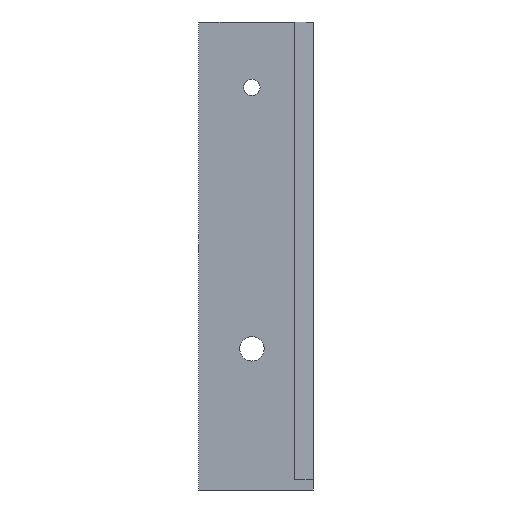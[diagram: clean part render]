
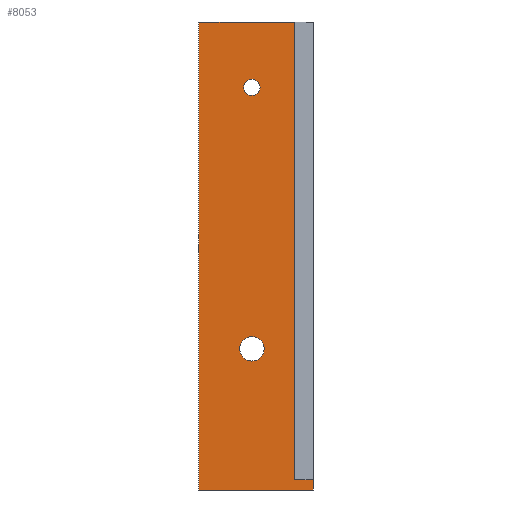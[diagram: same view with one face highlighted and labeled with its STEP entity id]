
A CAD part, front view. The second image highlights one B-rep face of the part: STEP entity #8053.
In plain terms, the highlighted planar face has unit normal (0, -1, 0).
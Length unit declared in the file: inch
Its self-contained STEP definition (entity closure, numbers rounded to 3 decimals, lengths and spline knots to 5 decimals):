
#90 = CARTESIAN_POINT ( 'NONE',  ( -0.875, 0., 3.5 ) ) ;
#272 = VECTOR ( 'NONE', #1772, 39.37008 ) ;
#288 = LINE ( 'NONE', #2889, #272 ) ;
#331 = CARTESIAN_POINT ( 'NONE',  ( -0.46875, 0., 1.09375 ) ) ;
#348 = VERTEX_POINT ( 'NONE', #1614 ) ;
#467 = EDGE_CURVE ( 'NONE', #7474, #2367, #6963, .T. ) ;
#485 = DIRECTION ( 'NONE',  ( 0., 0., 1. ) ) ;
#506 = EDGE_CURVE ( 'NONE', #3295, #348, #1425, .T. ) ;
#540 = VERTEX_POINT ( 'NONE', #6304 ) ;
#573 = DIRECTION ( 'NONE',  ( 0., 0., 1. ) ) ;
#605 = DIRECTION ( 'NONE',  ( 0., 0., 1. ) ) ;
#708 = CARTESIAN_POINT ( 'NONE',  ( 0., 0., -0.08 ) ) ;
#750 = ORIENTED_EDGE ( 'NONE', *, *, #4126, .F. ) ;
#848 = CARTESIAN_POINT ( 'NONE',  ( -0.14142, 0., 0. ) ) ;
#904 = VECTOR ( 'NONE', #4894, 39.37008 ) ;
#1019 = LINE ( 'NONE', #8218, #904 ) ;
#1112 = CARTESIAN_POINT ( 'NONE',  ( -0.46875, 0., 3.0625 ) ) ;
#1141 = DIRECTION ( 'NONE',  ( -1., 0., 0. ) ) ;
#1192 = DIRECTION ( 'NONE',  ( 0., 1., 0. ) ) ;
#1266 = CARTESIAN_POINT ( 'NONE',  ( -0.14142, 0., 3.5 ) ) ;
#1425 = CIRCLE ( 'NONE', #6167, 0.0625 ) ;
#1498 = VERTEX_POINT ( 'NONE', #1925 ) ;
#1614 = CARTESIAN_POINT ( 'NONE',  ( -0.46875, 0., 2.9375 ) ) ;
#1678 = VECTOR ( 'NONE', #573, 39.37008 ) ;
#1709 = CARTESIAN_POINT ( 'NONE',  ( 0., 0., 0. ) ) ;
#1772 = DIRECTION ( 'NONE',  ( 0., 0., -1. ) ) ;
#1774 = EDGE_LOOP ( 'NONE', ( #7724, #4554 ) ) ;
#1925 = CARTESIAN_POINT ( 'NONE',  ( -0.875, 0., 3.5 ) ) ;
#2242 = EDGE_LOOP ( 'NONE', ( #2857, #5775 ) ) ;
#2284 = CARTESIAN_POINT ( 'NONE',  ( -0.46875, 0., 1. ) ) ;
#2367 = VERTEX_POINT ( 'NONE', #848 ) ;
#2609 = CIRCLE ( 'NONE', #7341, 0.09375 ) ;
#2724 = DIRECTION ( 'NONE',  ( 0., 0., 1. ) ) ;
#2857 = ORIENTED_EDGE ( 'NONE', *, *, #3908, .T. ) ;
#2889 = CARTESIAN_POINT ( 'NONE',  ( -0.14142, 0., 3.5 ) ) ;
#3021 = CARTESIAN_POINT ( 'NONE',  ( 0., 0., 0. ) ) ;
#3045 = EDGE_CURVE ( 'NONE', #7461, #540, #1019, .T. ) ;
#3059 = ORIENTED_EDGE ( 'NONE', *, *, #3998, .F. ) ;
#3295 = VERTEX_POINT ( 'NONE', #1112 ) ;
#3459 = VECTOR ( 'NONE', #1141, 39.37008 ) ;
#3529 = DIRECTION ( 'NONE',  ( 0., 0., 1. ) ) ;
#3606 = FACE_BOUND ( 'NONE', #2242, .T. ) ;
#3729 = CARTESIAN_POINT ( 'NONE',  ( -0.46875, 0., 1. ) ) ;
#3744 = ORIENTED_EDGE ( 'NONE', *, *, #3045, .F. ) ;
#3775 = CARTESIAN_POINT ( 'NONE',  ( -0.46875, 0., 0.90625 ) ) ;
#3824 = VECTOR ( 'NONE', #3874, 39.37008 ) ;
#3874 = DIRECTION ( 'NONE',  ( 1., 0., 0. ) ) ;
#3908 = EDGE_CURVE ( 'NONE', #5364, #7335, #2609, .T. ) ;
#3950 = CARTESIAN_POINT ( 'NONE',  ( -0.46875, 0., 3. ) ) ;
#3989 = LINE ( 'NONE', #708, #1678 ) ;
#3998 = EDGE_CURVE ( 'NONE', #5438, #2367, #288, .T. ) ;
#4047 = LINE ( 'NONE', #90, #5473 ) ;
#4124 = ORIENTED_EDGE ( 'NONE', *, *, #4387, .T. ) ;
#4126 = EDGE_CURVE ( 'NONE', #1498, #5438, #7090, .T. ) ;
#4143 = AXIS2_PLACEMENT_3D ( 'NONE', #4165, #6201, #7428 ) ;
#4165 = CARTESIAN_POINT ( 'NONE',  ( -0.14142, 0., 3.5 ) ) ;
#4272 = DIRECTION ( 'NONE',  ( 0., 0., -1. ) ) ;
#4333 = EDGE_CURVE ( 'NONE', #7335, #5364, #5764, .T. ) ;
#4387 = EDGE_CURVE ( 'NONE', #7461, #7474, #3989, .T. ) ;
#4459 = CARTESIAN_POINT ( 'NONE',  ( -0.14142, 0., 3.5 ) ) ;
#4484 = EDGE_CURVE ( 'NONE', #348, #3295, #6164, .T. ) ;
#4554 = ORIENTED_EDGE ( 'NONE', *, *, #4484, .T. ) ;
#4845 = ORIENTED_EDGE ( 'NONE', *, *, #467, .T. ) ;
#4894 = DIRECTION ( 'NONE',  ( -1., 0., 0. ) ) ;
#4933 = AXIS2_PLACEMENT_3D ( 'NONE', #3950, #5134, #2724 ) ;
#5134 = DIRECTION ( 'NONE',  ( 0., 1., 0. ) ) ;
#5364 = VERTEX_POINT ( 'NONE', #331 ) ;
#5438 = VERTEX_POINT ( 'NONE', #4459 ) ;
#5473 = VECTOR ( 'NONE', #4272, 39.37008 ) ;
#5475 = FACE_OUTER_BOUND ( 'NONE', #7986, .T. ) ;
#5517 = PLANE ( 'NONE',  #4143 ) ;
#5763 = CARTESIAN_POINT ( 'NONE',  ( 0., 0., -0.08 ) ) ;
#5764 = CIRCLE ( 'NONE', #7655, 0.09375 ) ;
#5775 = ORIENTED_EDGE ( 'NONE', *, *, #4333, .T. ) ;
#6144 = ORIENTED_EDGE ( 'NONE', *, *, #6737, .T. ) ;
#6164 = CIRCLE ( 'NONE', #4933, 0.0625 ) ;
#6167 = AXIS2_PLACEMENT_3D ( 'NONE', #7752, #1192, #605 ) ;
#6201 = DIRECTION ( 'NONE',  ( 0., 1., 0. ) ) ;
#6304 = CARTESIAN_POINT ( 'NONE',  ( -0.875, 0., -0.08 ) ) ;
#6737 = EDGE_CURVE ( 'NONE', #1498, #540, #4047, .T. ) ;
#6828 = DIRECTION ( 'NONE',  ( 0., 1., 0. ) ) ;
#6903 = DIRECTION ( 'NONE',  ( 0., 1., 0. ) ) ;
#6963 = LINE ( 'NONE', #3021, #3459 ) ;
#7090 = LINE ( 'NONE', #1266, #3824 ) ;
#7335 = VERTEX_POINT ( 'NONE', #3775 ) ;
#7341 = AXIS2_PLACEMENT_3D ( 'NONE', #2284, #6828, #3529 ) ;
#7428 = DIRECTION ( 'NONE',  ( -1., 0., 0. ) ) ;
#7461 = VERTEX_POINT ( 'NONE', #5763 ) ;
#7474 = VERTEX_POINT ( 'NONE', #1709 ) ;
#7591 = FACE_BOUND ( 'NONE', #1774, .T. ) ;
#7655 = AXIS2_PLACEMENT_3D ( 'NONE', #3729, #6903, #485 ) ;
#7724 = ORIENTED_EDGE ( 'NONE', *, *, #506, .T. ) ;
#7752 = CARTESIAN_POINT ( 'NONE',  ( -0.46875, 0., 3. ) ) ;
#7986 = EDGE_LOOP ( 'NONE', ( #6144, #3744, #4124, #4845, #3059, #750 ) ) ;
#8053 = ADVANCED_FACE ( 'NONE', ( #3606, #7591, #5475 ), #5517, .F. ) ;
#8218 = CARTESIAN_POINT ( 'NONE',  ( 0., 0., -0.08 ) ) ;
